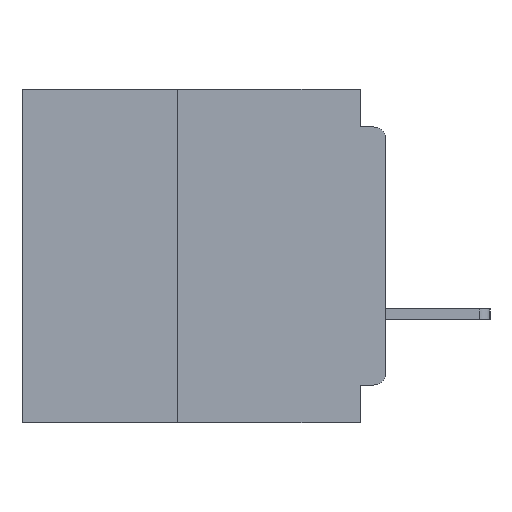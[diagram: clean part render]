
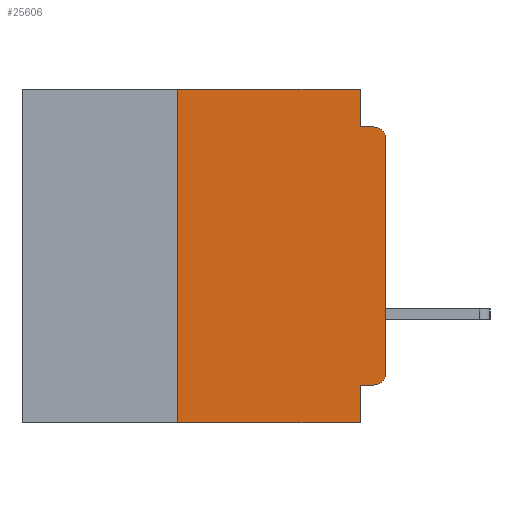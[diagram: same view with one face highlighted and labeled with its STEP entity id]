
A CAD part, left-side view. The second image highlights one B-rep face of the part: STEP entity #25606.
In plain terms, the highlighted planar face has unit normal (-1, 0, 0).
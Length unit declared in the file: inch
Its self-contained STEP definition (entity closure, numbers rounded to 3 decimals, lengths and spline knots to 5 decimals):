
#277 = DIRECTION ( 'NONE',  ( 0., -1., 0. ) ) ;
#1002 = DIRECTION ( 'NONE',  ( 0., 0., 1. ) ) ;
#1040 = VERTEX_POINT ( 'NONE', #12654 ) ;
#2530 = DIRECTION ( 'NONE',  ( -1., 0., 0. ) ) ;
#4313 = EDGE_CURVE ( 'NONE', #49493, #34819, #13094, .T. ) ;
#6135 = VECTOR ( 'NONE', #53103, 39.37008 ) ;
#6922 = ORIENTED_EDGE ( 'NONE', *, *, #40874, .T. ) ;
#8936 = LINE ( 'NONE', #31008, #6135 ) ;
#10064 = DIRECTION ( 'NONE',  ( 0., -1., 0. ) ) ;
#10105 = LINE ( 'NONE', #53926, #32172 ) ;
#10394 = CARTESIAN_POINT ( 'NONE',  ( 0., 0.437, 0. ) ) ;
#11851 = CARTESIAN_POINT ( 'NONE',  ( 0., 0.015, -0.34 ) ) ;
#12654 = CARTESIAN_POINT ( 'NONE',  ( 0., 0.015, -0.045 ) ) ;
#13094 = LINE ( 'NONE', #22545, #24805 ) ;
#13263 = DIRECTION ( 'NONE',  ( 0., 0., 1. ) ) ;
#13511 = CARTESIAN_POINT ( 'NONE',  ( 0., 0., -0.045 ) ) ;
#14929 = CARTESIAN_POINT ( 'NONE',  ( 0., 0., -0.355 ) ) ;
#14972 = DIRECTION ( 'NONE',  ( 0., 0., -1. ) ) ;
#15418 = FACE_OUTER_BOUND ( 'NONE', #23895, .T. ) ;
#16256 = DIRECTION ( 'NONE',  ( 0., 0., -1. ) ) ;
#17488 = VERTEX_POINT ( 'NONE', #38965 ) ;
#18546 = AXIS2_PLACEMENT_3D ( 'NONE', #23628, #41322, #14972 ) ;
#18625 = CARTESIAN_POINT ( 'NONE',  ( 0., 0., 0. ) ) ;
#18692 = AXIS2_PLACEMENT_3D ( 'NONE', #29038, #2530, #33429 ) ;
#18696 = VERTEX_POINT ( 'NONE', #34590 ) ;
#21296 = LINE ( 'NONE', #35181, #30286 ) ;
#22545 = CARTESIAN_POINT ( 'NONE',  ( 0., 0.031, 0. ) ) ;
#22965 = VERTEX_POINT ( 'NONE', #34182 ) ;
#23383 = CIRCLE ( 'NONE', #18692, 0.015 ) ;
#23628 = CARTESIAN_POINT ( 'NONE',  ( 0., 0.437, 0. ) ) ;
#23895 = EDGE_LOOP ( 'NONE', ( #32386, #50104, #31494, #44979, #55369, #39958, #6922, #25287, #42359, #56634 ) ) ;
#24314 = VECTOR ( 'NONE', #277, 39.37008 ) ;
#24805 = VECTOR ( 'NONE', #31448, 39.37008 ) ;
#25287 = ORIENTED_EDGE ( 'NONE', *, *, #34974, .F. ) ;
#25606 = ADVANCED_FACE ( 'NONE', ( #15418 ), #54397, .F. ) ;
#26682 = EDGE_CURVE ( 'NONE', #34819, #1040, #27129, .T. ) ;
#26846 = LINE ( 'NONE', #10394, #50185 ) ;
#27012 = VECTOR ( 'NONE', #1002, 39.37008 ) ;
#27129 = LINE ( 'NONE', #13511, #24314 ) ;
#29038 = CARTESIAN_POINT ( 'NONE',  ( 0., 0.015, -0.06 ) ) ;
#29395 = CARTESIAN_POINT ( 'NONE',  ( 0., 0.25, 0. ) ) ;
#30286 = VECTOR ( 'NONE', #13263, 39.37008 ) ;
#31008 = CARTESIAN_POINT ( 'NONE',  ( 0., 0.031, -0.4 ) ) ;
#31395 = VECTOR ( 'NONE', #45683, 39.37008 ) ;
#31448 = DIRECTION ( 'NONE',  ( 0., 0., -1. ) ) ;
#31483 = EDGE_CURVE ( 'NONE', #55086, #39874, #41427, .T. ) ;
#31494 = ORIENTED_EDGE ( 'NONE', *, *, #26682, .F. ) ;
#32172 = VECTOR ( 'NONE', #10064, 39.37008 ) ;
#32386 = ORIENTED_EDGE ( 'NONE', *, *, #31483, .T. ) ;
#32666 = AXIS2_PLACEMENT_3D ( 'NONE', #11851, #42609, #16256 ) ;
#32776 = EDGE_CURVE ( 'NONE', #42461, #49493, #26846, .T. ) ;
#33429 = DIRECTION ( 'NONE',  ( 0., 0., -1. ) ) ;
#34182 = CARTESIAN_POINT ( 'NONE',  ( 0., 0.015, -0.355 ) ) ;
#34590 = CARTESIAN_POINT ( 'NONE',  ( 0., 0.25, -0.4 ) ) ;
#34819 = VERTEX_POINT ( 'NONE', #38873 ) ;
#34974 = EDGE_CURVE ( 'NONE', #17488, #51186, #8936, .T. ) ;
#35181 = CARTESIAN_POINT ( 'NONE',  ( 0., 0.25, -0.4 ) ) ;
#38756 = EDGE_CURVE ( 'NONE', #22965, #55086, #53901, .T. ) ;
#38873 = CARTESIAN_POINT ( 'NONE',  ( 0., 0.031, -0.045 ) ) ;
#38965 = CARTESIAN_POINT ( 'NONE',  ( 0., 0.031, -0.355 ) ) ;
#39874 = VERTEX_POINT ( 'NONE', #50557 ) ;
#39958 = ORIENTED_EDGE ( 'NONE', *, *, #55629, .F. ) ;
#40874 = EDGE_CURVE ( 'NONE', #18696, #51186, #10105, .T. ) ;
#41201 = DIRECTION ( 'NONE',  ( 0., -1., 0. ) ) ;
#41322 = DIRECTION ( 'NONE',  ( 1., 0., 0. ) ) ;
#41427 = LINE ( 'NONE', #18625, #27012 ) ;
#42359 = ORIENTED_EDGE ( 'NONE', *, *, #52411, .F. ) ;
#42461 = VERTEX_POINT ( 'NONE', #29395 ) ;
#42609 = DIRECTION ( 'NONE',  ( -1., 0., 0. ) ) ;
#43032 = LINE ( 'NONE', #14929, #31395 ) ;
#44979 = ORIENTED_EDGE ( 'NONE', *, *, #4313, .F. ) ;
#45683 = DIRECTION ( 'NONE',  ( 0., 1., 0. ) ) ;
#48294 = CARTESIAN_POINT ( 'NONE',  ( 0., 0., -0.34 ) ) ;
#49493 = VERTEX_POINT ( 'NONE', #54558 ) ;
#50104 = ORIENTED_EDGE ( 'NONE', *, *, #56454, .T. ) ;
#50185 = VECTOR ( 'NONE', #41201, 39.37008 ) ;
#50557 = CARTESIAN_POINT ( 'NONE',  ( 0., 0., -0.06 ) ) ;
#51186 = VERTEX_POINT ( 'NONE', #54663 ) ;
#52411 = EDGE_CURVE ( 'NONE', #22965, #17488, #43032, .T. ) ;
#53103 = DIRECTION ( 'NONE',  ( 0., 0., -1. ) ) ;
#53901 = CIRCLE ( 'NONE', #32666, 0.015 ) ;
#53926 = CARTESIAN_POINT ( 'NONE',  ( 0., 0.437, -0.4 ) ) ;
#54397 = PLANE ( 'NONE',  #18546 ) ;
#54558 = CARTESIAN_POINT ( 'NONE',  ( 0., 0.031, 0. ) ) ;
#54663 = CARTESIAN_POINT ( 'NONE',  ( 0., 0.031, -0.4 ) ) ;
#55086 = VERTEX_POINT ( 'NONE', #48294 ) ;
#55369 = ORIENTED_EDGE ( 'NONE', *, *, #32776, .F. ) ;
#55629 = EDGE_CURVE ( 'NONE', #18696, #42461, #21296, .T. ) ;
#56454 = EDGE_CURVE ( 'NONE', #39874, #1040, #23383, .T. ) ;
#56634 = ORIENTED_EDGE ( 'NONE', *, *, #38756, .T. ) ;
